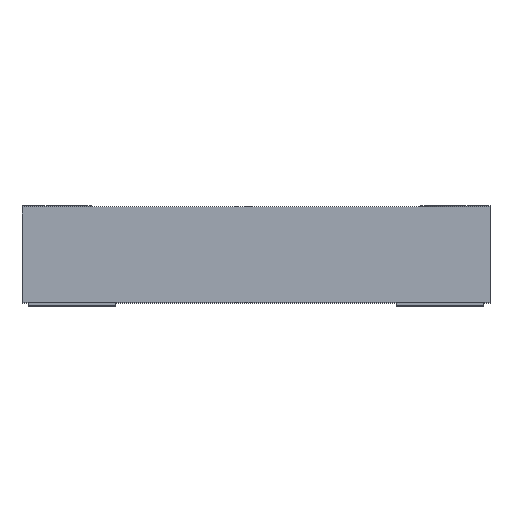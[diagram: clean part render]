
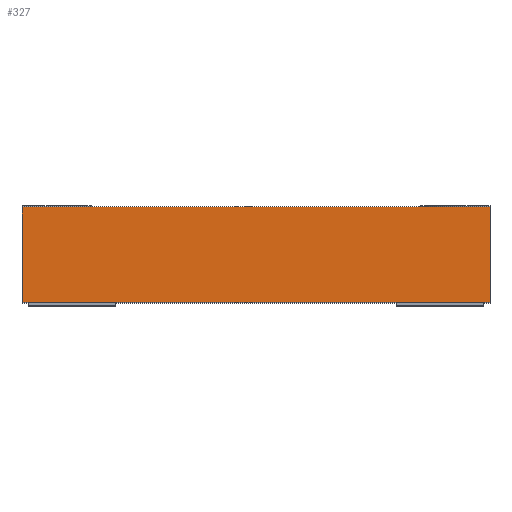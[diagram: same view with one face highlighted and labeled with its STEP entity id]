
A CAD part, top view. The second image highlights one B-rep face of the part: STEP entity #327.
In plain terms, the highlighted planar face has unit normal (0, 0, 1).
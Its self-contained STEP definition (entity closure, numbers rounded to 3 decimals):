
#1 = VERTEX_POINT ( 'NONE', #786 ) ;
#16 = VERTEX_POINT ( 'NONE', #135 ) ;
#62 = LINE ( 'NONE', #173, #489 ) ;
#63 = EDGE_LOOP ( 'NONE', ( #174, #236, #827, #574 ) ) ;
#67 = CARTESIAN_POINT ( 'NONE',  ( 2.655, 0., -1.166 ) ) ;
#88 = LINE ( 'NONE', #614, #390 ) ;
#106 = CARTESIAN_POINT ( 'NONE',  ( 2.655, 1.53, -1.166 ) ) ;
#111 = DIRECTION ( 'NONE',  ( 0., -1., 0. ) ) ;
#135 = CARTESIAN_POINT ( 'NONE',  ( 2.655, 1.53, -1.166 ) ) ;
#144 = DIRECTION ( 'NONE',  ( 1., 0., 0. ) ) ;
#173 = CARTESIAN_POINT ( 'NONE',  ( 10.155, 1.53, -1.166 ) ) ;
#174 = ORIENTED_EDGE ( 'NONE', *, *, #812, .T. ) ;
#219 = AXIS2_PLACEMENT_3D ( 'NONE', #106, #507, #643 ) ;
#228 = DIRECTION ( 'NONE',  ( 0., -1., 0. ) ) ;
#230 = CARTESIAN_POINT ( 'NONE',  ( 10.155, 1.53, -1.166 ) ) ;
#236 = ORIENTED_EDGE ( 'NONE', *, *, #837, .F. ) ;
#271 = VERTEX_POINT ( 'NONE', #714 ) ;
#313 = DIRECTION ( 'NONE',  ( 1., 0., 0. ) ) ;
#315 = VECTOR ( 'NONE', #313, 1000. ) ;
#327 = ADVANCED_FACE ( 'NONE', ( #458 ), #588, .F. ) ;
#390 = VECTOR ( 'NONE', #144, 1000. ) ;
#423 = CARTESIAN_POINT ( 'NONE',  ( 2.655, 1.53, -1.166 ) ) ;
#458 = FACE_OUTER_BOUND ( 'NONE', #63, .T. ) ;
#489 = VECTOR ( 'NONE', #111, 1000. ) ;
#507 = DIRECTION ( 'NONE',  ( 0., 0., -1. ) ) ;
#531 = EDGE_CURVE ( 'NONE', #16, #271, #840, .T. ) ;
#574 = ORIENTED_EDGE ( 'NONE', *, *, #531, .T. ) ;
#588 = PLANE ( 'NONE',  #219 ) ;
#614 = CARTESIAN_POINT ( 'NONE',  ( 2.655, 1.53, -1.166 ) ) ;
#643 = DIRECTION ( 'NONE',  ( -1., 0., 0. ) ) ;
#697 = LINE ( 'NONE', #67, #315 ) ;
#703 = EDGE_CURVE ( 'NONE', #16, #762, #88, .T. ) ;
#714 = CARTESIAN_POINT ( 'NONE',  ( 2.655, 0., -1.166 ) ) ;
#762 = VERTEX_POINT ( 'NONE', #230 ) ;
#786 = CARTESIAN_POINT ( 'NONE',  ( 10.155, 0., -1.166 ) ) ;
#799 = VECTOR ( 'NONE', #228, 1000. ) ;
#812 = EDGE_CURVE ( 'NONE', #271, #1, #697, .T. ) ;
#827 = ORIENTED_EDGE ( 'NONE', *, *, #703, .F. ) ;
#837 = EDGE_CURVE ( 'NONE', #762, #1, #62, .T. ) ;
#840 = LINE ( 'NONE', #423, #799 ) ;
